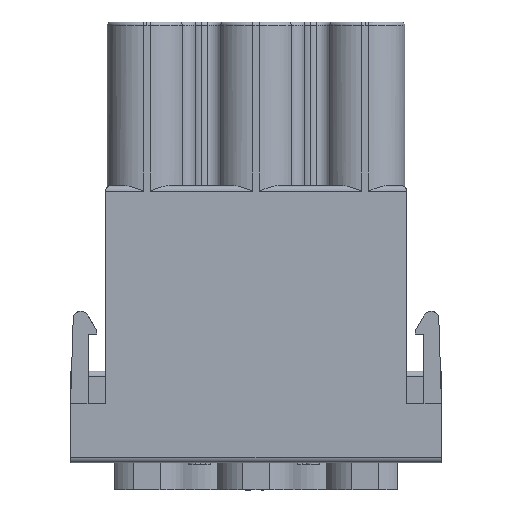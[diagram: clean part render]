
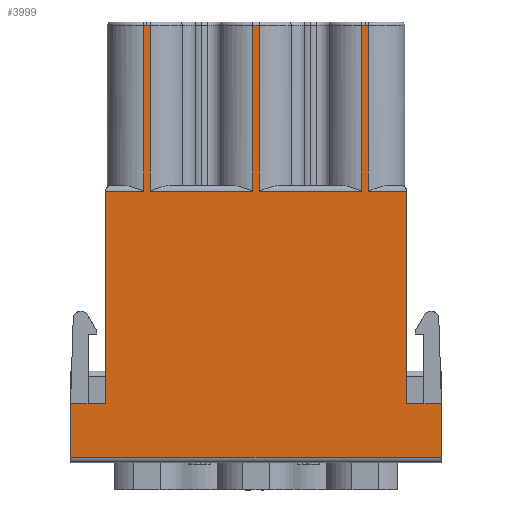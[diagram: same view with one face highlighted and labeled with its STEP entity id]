
A CAD part, left-side view. The second image highlights one B-rep face of the part: STEP entity #3999.
In plain terms, the highlighted planar face has unit normal (-1, 0, 0).
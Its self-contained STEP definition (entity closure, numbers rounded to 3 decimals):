
#3999=ADVANCED_FACE('',(#4757),#4469,.F.);
#4469=PLANE('',#12363);
#4757=FACE_OUTER_BOUND('',#5196,.T.);
#5196=EDGE_LOOP('',(#5879,#5880,#5881,#5882,#5883,#5884,#5885,#5886,#5887,
#5888,#5889,#5890,#5891,#5892,#5893,#5894,#5895,#5896,#5897,#5898,#5899,
#5900));
#5879=ORIENTED_EDGE('',*,*,#9585,.F.);
#5880=ORIENTED_EDGE('',*,*,#9586,.F.);
#5881=ORIENTED_EDGE('',*,*,#9587,.F.);
#5882=ORIENTED_EDGE('',*,*,#9588,.F.);
#5883=ORIENTED_EDGE('',*,*,#9589,.F.);
#5884=ORIENTED_EDGE('',*,*,#9590,.F.);
#5885=ORIENTED_EDGE('',*,*,#9591,.F.);
#5886=ORIENTED_EDGE('',*,*,#9592,.F.);
#5887=ORIENTED_EDGE('',*,*,#9593,.F.);
#5888=ORIENTED_EDGE('',*,*,#9594,.F.);
#5889=ORIENTED_EDGE('',*,*,#9595,.F.);
#5890=ORIENTED_EDGE('',*,*,#9596,.F.);
#5891=ORIENTED_EDGE('',*,*,#9597,.F.);
#5892=ORIENTED_EDGE('',*,*,#9598,.F.);
#5893=ORIENTED_EDGE('',*,*,#9599,.F.);
#5894=ORIENTED_EDGE('',*,*,#9600,.F.);
#5895=ORIENTED_EDGE('',*,*,#9601,.F.);
#5896=ORIENTED_EDGE('',*,*,#9602,.F.);
#5897=ORIENTED_EDGE('',*,*,#9603,.F.);
#5898=ORIENTED_EDGE('',*,*,#9604,.F.);
#5899=ORIENTED_EDGE('',*,*,#9605,.F.);
#5900=ORIENTED_EDGE('',*,*,#9606,.F.);
#8575=VERTEX_POINT('',#15585);
#8576=VERTEX_POINT('',#15586);
#8577=VERTEX_POINT('',#15588);
#8578=VERTEX_POINT('',#15590);
#8579=VERTEX_POINT('',#15592);
#8580=VERTEX_POINT('',#15594);
#8581=VERTEX_POINT('',#15596);
#8582=VERTEX_POINT('',#15598);
#8583=VERTEX_POINT('',#15600);
#8584=VERTEX_POINT('',#15602);
#8585=VERTEX_POINT('',#15604);
#8586=VERTEX_POINT('',#15606);
#8587=VERTEX_POINT('',#15608);
#8588=VERTEX_POINT('',#15610);
#8589=VERTEX_POINT('',#15612);
#8590=VERTEX_POINT('',#15614);
#8591=VERTEX_POINT('',#15616);
#8592=VERTEX_POINT('',#15618);
#8593=VERTEX_POINT('',#15620);
#8594=VERTEX_POINT('',#15622);
#8595=VERTEX_POINT('',#15624);
#8596=VERTEX_POINT('',#15626);
#9585=EDGE_CURVE('',#8575,#8576,#10958,.T.);
#9586=EDGE_CURVE('',#8577,#8575,#10959,.T.);
#9587=EDGE_CURVE('',#8578,#8577,#10960,.T.);
#9588=EDGE_CURVE('',#8579,#8578,#10961,.T.);
#9589=EDGE_CURVE('',#8580,#8579,#10962,.T.);
#9590=EDGE_CURVE('',#8581,#8580,#10963,.T.);
#9591=EDGE_CURVE('',#8582,#8581,#10964,.T.);
#9592=EDGE_CURVE('',#8583,#8582,#10965,.T.);
#9593=EDGE_CURVE('',#8584,#8583,#10966,.T.);
#9594=EDGE_CURVE('',#8585,#8584,#10967,.T.);
#9595=EDGE_CURVE('',#8586,#8585,#10968,.T.);
#9596=EDGE_CURVE('',#8587,#8586,#10969,.T.);
#9597=EDGE_CURVE('',#8588,#8587,#10970,.T.);
#9598=EDGE_CURVE('',#8589,#8588,#10971,.T.);
#9599=EDGE_CURVE('',#8590,#8589,#10972,.T.);
#9600=EDGE_CURVE('',#8591,#8590,#10973,.T.);
#9601=EDGE_CURVE('',#8592,#8591,#10974,.T.);
#9602=EDGE_CURVE('',#8593,#8592,#10975,.T.);
#9603=EDGE_CURVE('',#8594,#8593,#10976,.T.);
#9604=EDGE_CURVE('',#8595,#8594,#10977,.T.);
#9605=EDGE_CURVE('',#8596,#8595,#10978,.T.);
#9606=EDGE_CURVE('',#8576,#8596,#10979,.T.);
#10958=LINE('',#15584,#11680);
#10959=LINE('',#15587,#11681);
#10960=LINE('',#15589,#11682);
#10961=LINE('',#15591,#11683);
#10962=LINE('',#15593,#11684);
#10963=LINE('',#15595,#11685);
#10964=LINE('',#15597,#11686);
#10965=LINE('',#15599,#11687);
#10966=LINE('',#15601,#11688);
#10967=LINE('',#15603,#11689);
#10968=LINE('',#15605,#11690);
#10969=LINE('',#15607,#11691);
#10970=LINE('',#15609,#11692);
#10971=LINE('',#15611,#11693);
#10972=LINE('',#15613,#11694);
#10973=LINE('',#15615,#11695);
#10974=LINE('',#15617,#11696);
#10975=LINE('',#15619,#11697);
#10976=LINE('',#15621,#11698);
#10977=LINE('',#15623,#11699);
#10978=LINE('',#15625,#11700);
#10979=LINE('',#15627,#11701);
#11680=VECTOR('',#13263,1.);
#11681=VECTOR('',#13264,1.);
#11682=VECTOR('',#13265,1.);
#11683=VECTOR('',#13266,1.);
#11684=VECTOR('',#13267,1.);
#11685=VECTOR('',#13268,1.);
#11686=VECTOR('',#13269,1.);
#11687=VECTOR('',#13270,1.);
#11688=VECTOR('',#13271,1.);
#11689=VECTOR('',#13272,1.);
#11690=VECTOR('',#13273,1.);
#11691=VECTOR('',#13274,1.);
#11692=VECTOR('',#13275,1.);
#11693=VECTOR('',#13276,1.);
#11694=VECTOR('',#13277,1.);
#11695=VECTOR('',#13278,1.);
#11696=VECTOR('',#13279,1.);
#11697=VECTOR('',#13280,1.);
#11698=VECTOR('',#13281,1.);
#11699=VECTOR('',#13282,1.);
#11700=VECTOR('',#13283,1.);
#11701=VECTOR('',#13284,1.);
#12363=AXIS2_PLACEMENT_3D('',#15628,#13285,#13286);
#13263=DIRECTION('',(0.,-1.,0.));
#13264=DIRECTION('',(0.,0.,-1.));
#13265=DIRECTION('',(0.,-1.,0.));
#13266=DIRECTION('',(0.,-1.,0.));
#13267=DIRECTION('',(0.,0.,1.));
#13268=DIRECTION('',(0.,-1.,0.));
#13269=DIRECTION('',(0.,0.,1.));
#13270=DIRECTION('',(0.,-1.,0.));
#13271=DIRECTION('',(0.,0.,1.));
#13272=DIRECTION('',(0.,1.,0.));
#13273=DIRECTION('',(0.,0.,-1.));
#13274=DIRECTION('',(0.,-1.,0.));
#13275=DIRECTION('',(0.,0.,-1.));
#13276=DIRECTION('',(0.,-1.,0.));
#13277=DIRECTION('',(0.,0.,-1.));
#13278=DIRECTION('',(0.,-1.,0.));
#13279=DIRECTION('',(0.,-1.,0.));
#13280=DIRECTION('',(0.,0.,1.));
#13281=DIRECTION('',(0.,-1.,0.));
#13282=DIRECTION('',(0.,0.,-1.));
#13283=DIRECTION('',(0.,-1.,0.));
#13284=DIRECTION('',(0.,0.,1.));
#13285=DIRECTION('',(1.,0.,0.));
#13286=DIRECTION('',(0.,1.,0.));
#15584=CARTESIAN_POINT('',(-6.695,9.7,24.3));
#15585=CARTESIAN_POINT('',(-6.695,9.7,24.3));
#15586=CARTESIAN_POINT('',(-6.695,0.3,24.3));
#15587=CARTESIAN_POINT('',(-6.695,9.7,39.5));
#15588=CARTESIAN_POINT('',(-6.695,9.7,39.5));
#15589=CARTESIAN_POINT('',(-6.695,10.,39.5));
#15590=CARTESIAN_POINT('',(-6.695,10.,39.5));
#15591=CARTESIAN_POINT('',(-6.695,10.3,39.5));
#15592=CARTESIAN_POINT('',(-6.695,10.3,39.5));
#15593=CARTESIAN_POINT('',(-6.695,10.3,24.3));
#15594=CARTESIAN_POINT('',(-6.695,10.3,24.3));
#15595=CARTESIAN_POINT('',(-6.695,13.8,24.3));
#15596=CARTESIAN_POINT('',(-6.695,13.8,24.3));
#15597=CARTESIAN_POINT('',(-6.695,13.8,4.8));
#15598=CARTESIAN_POINT('',(-6.695,13.8,4.8));
#15599=CARTESIAN_POINT('',(-6.695,17.,4.8));
#15600=CARTESIAN_POINT('',(-6.695,17.,4.8));
#15601=CARTESIAN_POINT('',(-6.695,17.,-0.1));
#15602=CARTESIAN_POINT('',(-6.695,17.,-0.1));
#15603=CARTESIAN_POINT('',(-6.695,0.,-0.1));
#15604=CARTESIAN_POINT('',(-6.695,-17.,-0.1));
#15605=CARTESIAN_POINT('',(-6.695,-17.,4.8));
#15606=CARTESIAN_POINT('',(-6.695,-17.,4.8));
#15607=CARTESIAN_POINT('',(-6.695,-13.8,4.8));
#15608=CARTESIAN_POINT('',(-6.695,-13.8,4.8));
#15609=CARTESIAN_POINT('',(-6.695,-13.8,24.3));
#15610=CARTESIAN_POINT('',(-6.695,-13.8,24.3));
#15611=CARTESIAN_POINT('',(-6.695,-10.3,24.3));
#15612=CARTESIAN_POINT('',(-6.695,-10.3,24.3));
#15613=CARTESIAN_POINT('',(-6.695,-10.3,39.5));
#15614=CARTESIAN_POINT('',(-6.695,-10.3,39.5));
#15615=CARTESIAN_POINT('',(-6.695,-10.,39.5));
#15616=CARTESIAN_POINT('',(-6.695,-10.,39.5));
#15617=CARTESIAN_POINT('',(-6.695,-9.7,39.5));
#15618=CARTESIAN_POINT('',(-6.695,-9.7,39.5));
#15619=CARTESIAN_POINT('',(-6.695,-9.7,24.3));
#15620=CARTESIAN_POINT('',(-6.695,-9.7,24.3));
#15621=CARTESIAN_POINT('',(-6.695,-0.3,24.3));
#15622=CARTESIAN_POINT('',(-6.695,-0.3,24.3));
#15623=CARTESIAN_POINT('',(-6.695,-0.3,39.5));
#15624=CARTESIAN_POINT('',(-6.695,-0.3,39.5));
#15625=CARTESIAN_POINT('',(-6.695,0.3,39.5));
#15626=CARTESIAN_POINT('',(-6.695,0.3,39.5));
#15627=CARTESIAN_POINT('',(-6.695,0.3,24.3));
#15628=CARTESIAN_POINT('',(-6.695,-17.5,-1.1));
